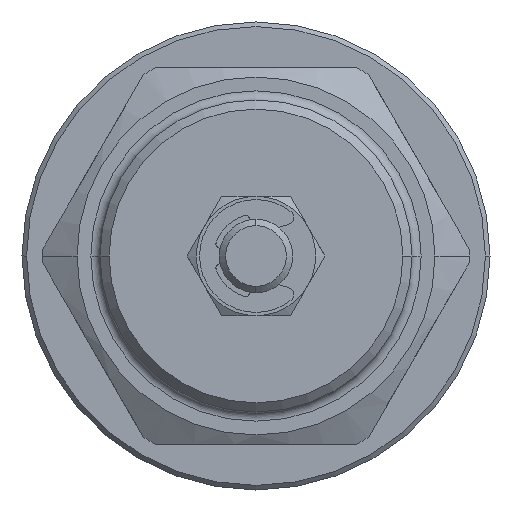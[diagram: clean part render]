
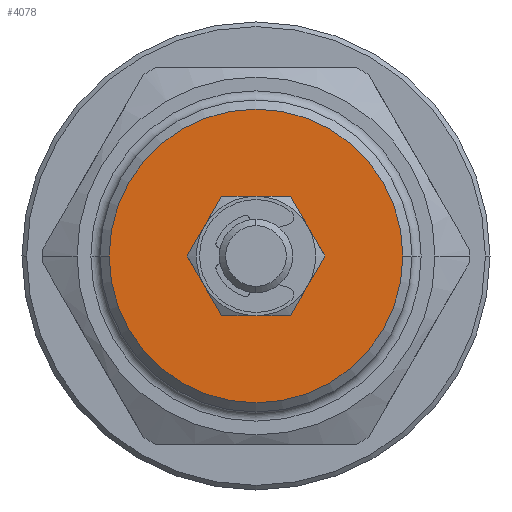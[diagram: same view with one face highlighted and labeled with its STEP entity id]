
A CAD part, left-side view. The second image highlights one B-rep face of the part: STEP entity #4078.
In plain terms, the highlighted planar face has unit normal (-1, 0, 0).
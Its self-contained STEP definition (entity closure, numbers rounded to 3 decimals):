
#115 = DIRECTION ( 'NONE',  ( 0., 1., 0. ) ) ;
#261 = DIRECTION ( 'NONE',  ( 0., 0., -1. ) ) ;
#576 = DIRECTION ( 'NONE',  ( -1., 0., 0. ) ) ;
#656 = EDGE_CURVE ( 'NONE', #4787, #2499, #2578, .T. ) ;
#945 = AXIS2_PLACEMENT_3D ( 'NONE', #2999, #2518, #115 ) ;
#1024 = CARTESIAN_POINT ( 'NONE',  ( -14., 0., 6.5 ) ) ;
#1054 = CARTESIAN_POINT ( 'NONE',  ( -14., 0., -6.5 ) ) ;
#1118 = DIRECTION ( 'NONE',  ( 1., 0., 0. ) ) ;
#1247 = ORIENTED_EDGE ( 'NONE', *, *, #656, .T. ) ;
#1355 = FACE_OUTER_BOUND ( 'NONE', #3216, .T. ) ;
#1516 = EDGE_CURVE ( 'NONE', #3810, #5620, #2869, .T. ) ;
#1895 = CIRCLE ( 'NONE', #6104, 16. ) ;
#2037 = AXIS2_PLACEMENT_3D ( 'NONE', #3773, #3340, #4827 ) ;
#2499 = VERTEX_POINT ( 'NONE', #1024 ) ;
#2518 = DIRECTION ( 'NONE',  ( -1., 0., 0. ) ) ;
#2578 = CIRCLE ( 'NONE', #4266, 6.5 ) ;
#2676 = DIRECTION ( 'NONE',  ( 0., 0., -1. ) ) ;
#2869 = CIRCLE ( 'NONE', #945, 16. ) ;
#2910 = FACE_BOUND ( 'NONE', #4805, .T. ) ;
#2999 = CARTESIAN_POINT ( 'NONE',  ( -14., 0., 0. ) ) ;
#3145 = ORIENTED_EDGE ( 'NONE', *, *, #3251, .T. ) ;
#3216 = EDGE_LOOP ( 'NONE', ( #3546, #4340 ) ) ;
#3251 = EDGE_CURVE ( 'NONE', #2499, #4787, #3297, .T. ) ;
#3297 = CIRCLE ( 'NONE', #4164, 6.5 ) ;
#3340 = DIRECTION ( 'NONE',  ( 1., 0., 0. ) ) ;
#3546 = ORIENTED_EDGE ( 'NONE', *, *, #1516, .T. ) ;
#3599 = PLANE ( 'NONE',  #2037 ) ;
#3773 = CARTESIAN_POINT ( 'NONE',  ( -14., 0., -16. ) ) ;
#3781 = CARTESIAN_POINT ( 'NONE',  ( -14., 0., 0. ) ) ;
#3810 = VERTEX_POINT ( 'NONE', #5625 ) ;
#3873 = CARTESIAN_POINT ( 'NONE',  ( -14., 0., 0. ) ) ;
#3887 = CARTESIAN_POINT ( 'NONE',  ( -14., 0., 0. ) ) ;
#4078 = ADVANCED_FACE ( 'NONE', ( #2910, #1355 ), #3599, .F. ) ;
#4164 = AXIS2_PLACEMENT_3D ( 'NONE', #3873, #5304, #2676 ) ;
#4266 = AXIS2_PLACEMENT_3D ( 'NONE', #3781, #1118, #261 ) ;
#4340 = ORIENTED_EDGE ( 'NONE', *, *, #4722, .T. ) ;
#4722 = EDGE_CURVE ( 'NONE', #5620, #3810, #1895, .T. ) ;
#4787 = VERTEX_POINT ( 'NONE', #1054 ) ;
#4805 = EDGE_LOOP ( 'NONE', ( #3145, #1247 ) ) ;
#4827 = DIRECTION ( 'NONE',  ( 0., -1., 0. ) ) ;
#5287 = CARTESIAN_POINT ( 'NONE',  ( -14., 16., 0. ) ) ;
#5304 = DIRECTION ( 'NONE',  ( 1., 0., 0. ) ) ;
#5620 = VERTEX_POINT ( 'NONE', #5287 ) ;
#5625 = CARTESIAN_POINT ( 'NONE',  ( -14., -16., 0. ) ) ;
#5762 = DIRECTION ( 'NONE',  ( 0., 1., 0. ) ) ;
#6104 = AXIS2_PLACEMENT_3D ( 'NONE', #3887, #576, #5762 ) ;
